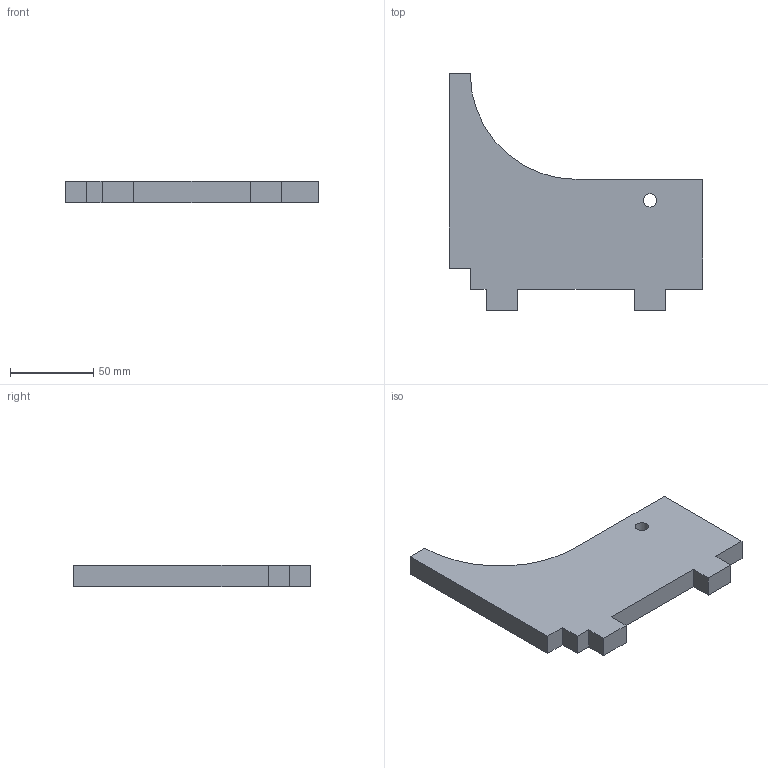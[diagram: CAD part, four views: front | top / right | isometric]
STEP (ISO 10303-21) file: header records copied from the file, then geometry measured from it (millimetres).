
FILE_DESCRIPTION(('HOOPS Exchange Step'),'2;1');
FILE_NAME('3bda9fae2930101d589ff7cbd493d17e20200328-1206-1dm9gtl.sldprt.step','2020-03-28T05:29:25+00:00',('converter2'),('Unknown organisation'),'HOOPS Exchange 2019.2','HOOPS Exchange','Unknown authorisation');
FILE_SCHEMA( ('AUTOMOTIVE_DESIGN { 1 0 10303 214 1 1 1 1 }') );
Length unit declared in the file: inch
Products named in the file (2): Default; 3bda9fae2930101d589ff7cbd493d17e20200328-1206-1dm9gtl
Assembly tree (1 placements, depth 2):
  3bda9fae2930101d589ff7cbd493d17e20200328-1206-1dm9gtl
    Default
Bounding box: 152.4 x 142.24 x 12.7 mm (x, y, z)
Volume: 152519 mm3; surface area: 31795.7 mm2
Topology: 1 solids, 1 shells, 19 faces, 51 edges, 34 vertices
Faces by surface type: plane 17, cylinder 2
Full cylindrical faces by diameter (mm): 7.938 x1
Entity records: 646 total; most frequent: CARTESIAN_POINT 107, ORIENTED_EDGE 102, DIRECTION 99, EDGE_CURVE 51, VECTOR 47, LINE 47, VERTEX_POINT 34, AXIS2_PLACEMENT_3D 26
